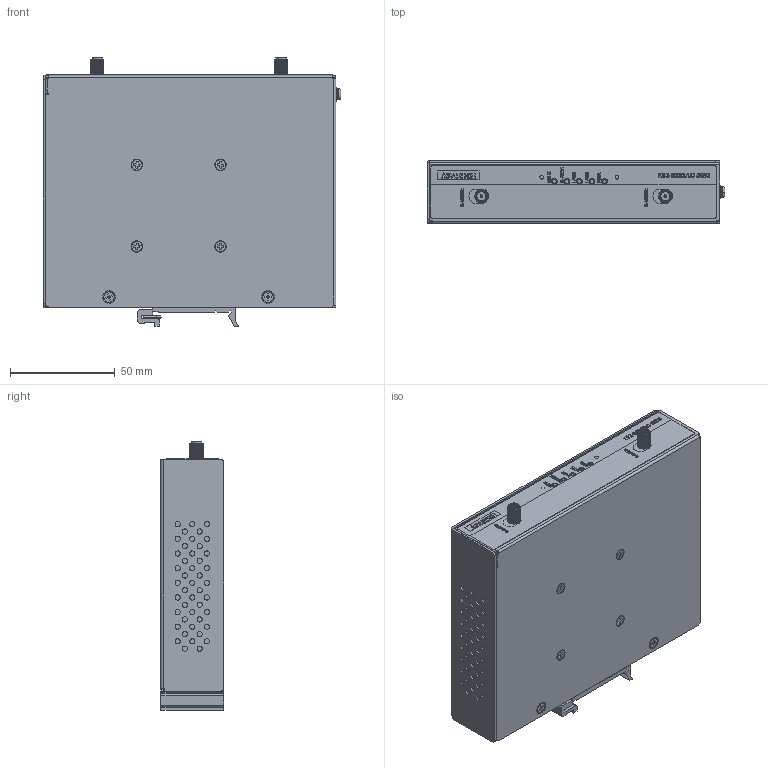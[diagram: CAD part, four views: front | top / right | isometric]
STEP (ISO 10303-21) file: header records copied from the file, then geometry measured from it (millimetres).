
FILE_DESCRIPTION (( 'STEP AP203' ), '1' );
FILE_NAME ('EKI-6333AC-2GD-A.STEP', '2022-08-01T03:35:30', ( '' ), ( '' ), 'SwSTEP 2.0', 'SolidWorks 2020', '' );
FILE_SCHEMA (( 'CONFIG_CONTROL_DESIGN' ));
Length unit declared in the file: millimetre
Products named in the file (1): EKI-6333AC-2GD-A
Bounding box: 142.45 x 30.3 x 128.5 mm (x, y, z)
Surface area: 154092.3 mm2 (no closed solid volume)
Topology: 0 solids, 132 shells, 1163 faces, 5693 edges, 4623 vertices
Faces by surface type: plane 664, cylinder 379, cone 52, torus 36, bspline 32
Entity records: 69988 total; most frequent: CARTESIAN_POINT 26370, DIRECTION 8172, ORIENTED_EDGE 7963, EDGE_CURVE 5693, VERTEX_POINT 4623, LINE 3768, VECTOR 3768, AXIS2_PLACEMENT_3D 2202
